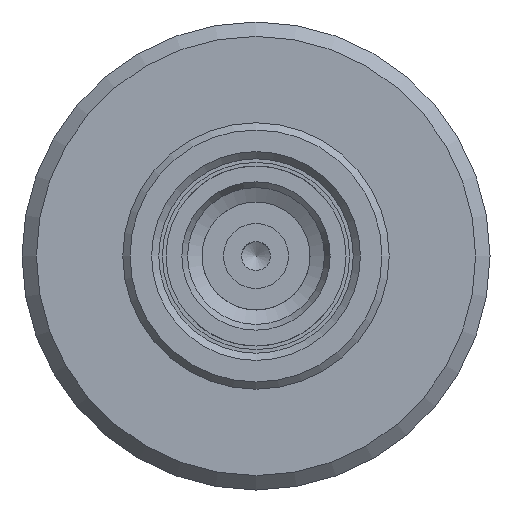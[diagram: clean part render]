
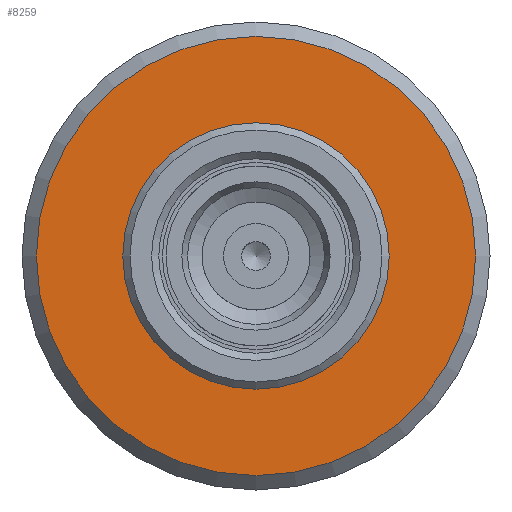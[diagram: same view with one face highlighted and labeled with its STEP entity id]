
A CAD part, left-side view. The second image highlights one B-rep face of the part: STEP entity #8259.
In plain terms, the highlighted planar face has unit normal (-1, 0, 0).
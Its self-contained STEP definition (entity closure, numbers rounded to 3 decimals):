
#1267=PLANE('',#11386);
#1901=ORIENTED_EDGE('',*,*,#4276,.T.);
#1902=ORIENTED_EDGE('',*,*,#4271,.F.);
#4271=EDGE_CURVE('',#5489,#5489,#6342,.T.);
#4276=EDGE_CURVE('',#5494,#5494,#6347,.T.);
#5489=VERTEX_POINT('',#14881);
#5494=VERTEX_POINT('',#14897);
#6342=CIRCLE('',#11376,1.85);
#6347=CIRCLE('',#11387,3.05);
#6851=EDGE_LOOP('',(#1901));
#6852=EDGE_LOOP('',(#1902));
#7525=FACE_BOUND('',#6851,.T.);
#7526=FACE_BOUND('',#6852,.T.);
#8259=ADVANCED_FACE('',(#7525,#7526),#1267,.T.);
#11376=AXIS2_PLACEMENT_3D('',#14880,#12424,#12425);
#11386=AXIS2_PLACEMENT_3D('',#14895,#12444,#12445);
#11387=AXIS2_PLACEMENT_3D('',#14896,#12446,#12447);
#12424=DIRECTION('',(-1.,0.,0.));
#12425=DIRECTION('',(0.,0.,1.));
#12444=DIRECTION('',(-1.,0.,0.));
#12445=DIRECTION('',(0.,0.,1.));
#12446=DIRECTION('',(-1.,0.,0.));
#12447=DIRECTION('',(0.,0.,1.));
#14880=CARTESIAN_POINT('',(5.2,0.,0.));
#14881=CARTESIAN_POINT('',(5.2,0.,1.85));
#14895=CARTESIAN_POINT('',(5.2,0.,1.85));
#14896=CARTESIAN_POINT('',(5.2,0.,0.));
#14897=CARTESIAN_POINT('',(5.2,0.,3.05));
